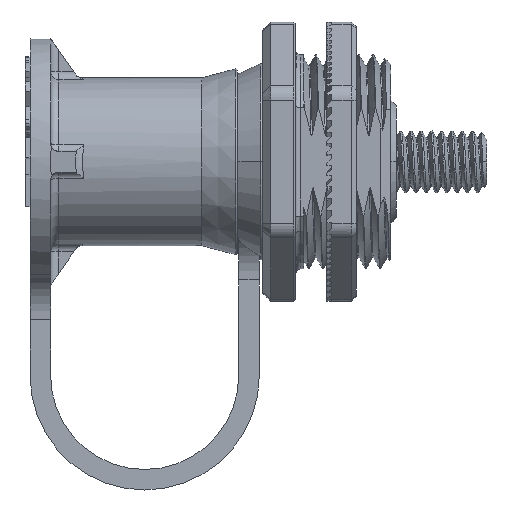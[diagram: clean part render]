
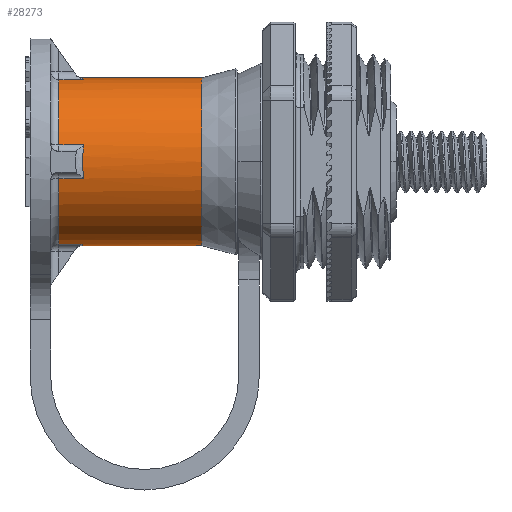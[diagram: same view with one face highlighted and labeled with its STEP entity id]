
A CAD part, left-side view. The second image highlights one B-rep face of the part: STEP entity #28273.
In plain terms, the highlighted cylindrical face has radius 12.954 mm (diameter 25.908 mm), a partial arc.
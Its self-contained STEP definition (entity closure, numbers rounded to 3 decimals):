
#567=CARTESIAN_POINT('',(0.,42.926,0.));
#568=DIRECTION('',(0.,1.,0.));
#569=DIRECTION('',(-0.201,0.,-0.98));
#570=AXIS2_PLACEMENT_3D('',#567,#568,#569);
#711=DIRECTION('',(0.,1.,0.));
#712=VECTOR('',#711,3.863);
#713=CARTESIAN_POINT('',(-2.602,39.063,-12.69));
#714=LINE('',#713,#712);
#715=DIRECTION('',(0.,-1.,0.));
#716=VECTOR('',#715,3.863);
#717=CARTESIAN_POINT('',(-12.69,42.926,-2.602));
#718=LINE('',#717,#716);
#719=CARTESIAN_POINT('',(-12.69,39.063,-2.602));
#720=CARTESIAN_POINT('',(-12.722,39.088,-2.445));
#721=CARTESIAN_POINT('',(-12.781,39.133,-2.131));
#722=CARTESIAN_POINT('',(-12.85,39.187,-1.658));
#723=CARTESIAN_POINT('',(-12.903,39.227,-1.185));
#724=CARTESIAN_POINT('',(-12.937,39.254,
-0.711));
#725=CARTESIAN_POINT('',(-12.955,39.267,
-0.237));
#726=CARTESIAN_POINT('',(-12.955,39.267,0.237));
#727=CARTESIAN_POINT('',(-12.937,39.254,0.711));
#728=CARTESIAN_POINT('',(-12.903,39.227,1.185));
#729=CARTESIAN_POINT('',(-12.85,39.187,1.658));
#730=CARTESIAN_POINT('',(-12.781,39.133,2.131));
#731=CARTESIAN_POINT('',(-12.722,39.088,2.445));
#732=CARTESIAN_POINT('',(-12.69,39.063,2.602));
#734=DIRECTION('',(0.,1.,0.));
#735=VECTOR('',#734,3.863);
#736=CARTESIAN_POINT('',(-12.69,39.063,2.602));
#737=LINE('',#736,#735);
#738=DIRECTION('',(0.,-1.,0.));
#739=VECTOR('',#738,3.863);
#740=CARTESIAN_POINT('',(-2.602,42.926,12.69));
#741=LINE('',#740,#739);
#742=CARTESIAN_POINT('',(-2.602,39.063,12.69));
#743=CARTESIAN_POINT('',(-2.458,39.086,12.719));
#744=CARTESIAN_POINT('',(-2.17,39.128,12.773));
#745=CARTESIAN_POINT('',(-1.737,39.178,12.84));
#746=CARTESIAN_POINT('',(-1.303,39.218,12.891));
#747=CARTESIAN_POINT('',(-0.869,39.246,12.927));
#748=CARTESIAN_POINT('',(-0.434,39.263,12.949));
#749=CARTESIAN_POINT('',(-0.145,39.266,12.954));
#750=CARTESIAN_POINT('',(0.,39.266,12.954));
#752=DIRECTION('',(0.,1.,0.));
#753=VECTOR('',#752,18.436);
#754=CARTESIAN_POINT('',(0.,20.83,12.954));
#755=LINE('',#754,#753);
#756=CARTESIAN_POINT('',(0.,20.83,0.));
#757=DIRECTION('',(0.,1.,0.));
#758=DIRECTION('',(0.,0.,-1.));
#759=AXIS2_PLACEMENT_3D('',#756,#757,#758);
#761=DIRECTION('',(0.,1.,0.));
#762=VECTOR('',#761,18.436);
#763=CARTESIAN_POINT('',(0.,20.83,-12.954));
#764=LINE('',#763,#762);
#765=CARTESIAN_POINT('',(0.,39.266,
-12.954));
#766=CARTESIAN_POINT('',(-0.145,39.266,
-12.954));
#767=CARTESIAN_POINT('',(-0.434,39.263,
-12.949));
#768=CARTESIAN_POINT('',(-0.869,39.246,
-12.927));
#769=CARTESIAN_POINT('',(-1.303,39.218,-12.891));
#770=CARTESIAN_POINT('',(-1.737,39.178,-12.84));
#771=CARTESIAN_POINT('',(-2.17,39.128,-12.773));
#772=CARTESIAN_POINT('',(-2.458,39.086,-12.719));
#773=CARTESIAN_POINT('',(-2.602,39.063,-12.69));
#904=CARTESIAN_POINT('',(0.,42.926,0.));
#905=DIRECTION('',(0.,1.,0.));
#906=DIRECTION('',(-0.98,0.,0.201));
#907=AXIS2_PLACEMENT_3D('',#904,#905,#906);
#26697=CARTESIAN_POINT('',(0.,20.83,-12.954));
#26699=VERTEX_POINT('',#26697);
#26701=CARTESIAN_POINT('',(0.,20.83,12.954));
#26703=VERTEX_POINT('',#26701);
#27346=CARTESIAN_POINT('',(-2.602,42.926,-12.69));
#27347=VERTEX_POINT('',#27346);
#27350=CARTESIAN_POINT('',(-2.602,39.063,
-12.69));
#27351=VERTEX_POINT('',#27350);
#27352=VERTEX_POINT('',#765);
#27368=CARTESIAN_POINT('',(-12.69,42.926,2.602));
#27370=VERTEX_POINT('',#27368);
#27374=CARTESIAN_POINT('',(-12.69,39.063,
2.602));
#27375=VERTEX_POINT('',#27374);
#27376=VERTEX_POINT('',#719);
#27382=CARTESIAN_POINT('',(-12.69,42.926,-2.602));
#27384=VERTEX_POINT('',#27382);
#27399=VERTEX_POINT('',#742);
#27400=VERTEX_POINT('',#750);
#27406=CARTESIAN_POINT('',(-2.602,42.926,12.69));
#27408=VERTEX_POINT('',#27406);
#28247=CARTESIAN_POINT('',(0.,48.971,0.));
#28248=DIRECTION('',(0.,-1.,0.));
#28249=DIRECTION('',(0.,0.,1.));
#28250=AXIS2_PLACEMENT_3D('',#28247,#28248,#28249);
#28251=CYLINDRICAL_SURFACE('',#28250,12.954);
#28253=ORIENTED_EDGE('',*,*,#28252,.T.);
#28254=ORIENTED_EDGE('',*,*,#28038,.T.);
#28256=ORIENTED_EDGE('',*,*,#28255,.T.);
#28258=ORIENTED_EDGE('',*,*,#28257,.T.);
#28260=ORIENTED_EDGE('',*,*,#28259,.T.);
#28262=ORIENTED_EDGE('',*,*,#28261,.T.);
#28264=ORIENTED_EDGE('',*,*,#28263,.T.);
#28265=ORIENTED_EDGE('',*,*,#28240,.T.);
#28266=ORIENTED_EDGE('',*,*,#27694,.F.);
#28267=ORIENTED_EDGE('',*,*,#27653,.F.);
#28268=ORIENTED_EDGE('',*,*,#27691,.T.);
#28270=ORIENTED_EDGE('',*,*,#28269,.T.);
#28271=EDGE_LOOP('',(#28253,#28254,#28256,#28258,#28260,#28262,#28264,#28265,
#28266,#28267,#28268,#28270));
#28272=FACE_OUTER_BOUND('',#28271,.F.);
#28273=ADVANCED_FACE('',(#28272),#28251,.T.);
#571=CIRCLE('',#570,12.954);
#733=B_SPLINE_CURVE_WITH_KNOTS('',3,(#719,#720,#721,#722,#723,#724,#725,#726,
#727,#728,#729,#730,#731,#732),.UNSPECIFIED.,.F.,.F.,(4,1,1,1,1,1,1,1,1,1,1,4),(
0.,0.091,0.182,0.273,0.364,
0.455,0.545,0.636,0.727,
0.818,0.909,1.),.UNSPECIFIED.);
#751=B_SPLINE_CURVE_WITH_KNOTS('',3,(#742,#743,#744,#745,#746,#747,#748,#749,
#750),.UNSPECIFIED.,.F.,.F.,(4,1,1,1,1,1,4),(0.,0.167,
0.333,0.5,0.667,0.833,1.),
.UNSPECIFIED.);
#760=CIRCLE('',#759,12.954);
#774=B_SPLINE_CURVE_WITH_KNOTS('',3,(#765,#766,#767,#768,#769,#770,#771,#772,
#773),.UNSPECIFIED.,.F.,.F.,(4,1,1,1,1,1,4),(0.,0.167,
0.333,0.5,0.667,0.833,1.),
.UNSPECIFIED.);
#908=CIRCLE('',#907,12.954);
#27653=EDGE_CURVE('',#26699,#26703,#760,.T.);
#27691=EDGE_CURVE('',#26699,#27352,#764,.T.);
#27694=EDGE_CURVE('',#26703,#27400,#755,.T.);
#28038=EDGE_CURVE('',#27347,#27384,#571,.T.);
#28240=EDGE_CURVE('',#27399,#27400,#751,.T.);
#28252=EDGE_CURVE('',#27351,#27347,#714,.T.);
#28255=EDGE_CURVE('',#27384,#27376,#718,.T.);
#28257=EDGE_CURVE('',#27376,#27375,#733,.T.);
#28259=EDGE_CURVE('',#27375,#27370,#737,.T.);
#28261=EDGE_CURVE('',#27370,#27408,#908,.T.);
#28263=EDGE_CURVE('',#27408,#27399,#741,.T.);
#28269=EDGE_CURVE('',#27352,#27351,#774,.T.);
